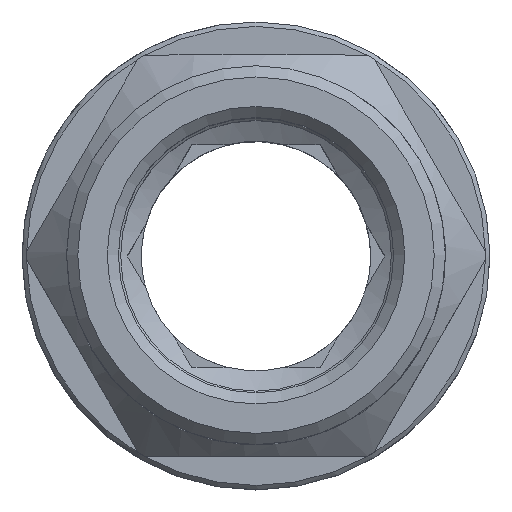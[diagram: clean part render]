
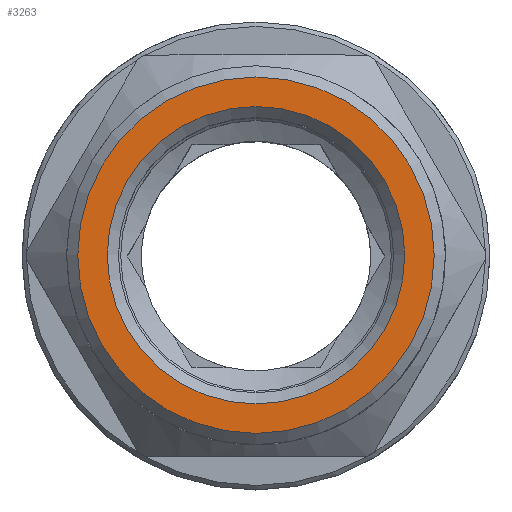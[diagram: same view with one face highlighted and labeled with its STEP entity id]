
A CAD part, top view. The second image highlights one B-rep face of the part: STEP entity #3263.
In plain terms, the highlighted face is planar.
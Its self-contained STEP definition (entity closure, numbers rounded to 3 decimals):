
#963=PLANE('',#3100);
#1016=ORIENTED_EDGE('',*,*,#1443,.F.);
#1017=ORIENTED_EDGE('',*,*,#1442,.T.);
#1276=CIRCLE('',#3099,6.675);
#1277=CIRCLE('',#3101,8.);
#1344=VERTEX_POINT('',#2792);
#1345=VERTEX_POINT('',#2795);
#1442=EDGE_CURVE('',#1344,#1344,#1276,.T.);
#1443=EDGE_CURVE('',#1345,#1345,#1277,.T.);
#1584=EDGE_LOOP('',(#1016));
#1585=EDGE_LOOP('',(#1017));
#1700=FACE_BOUND('',#1584,.T.);
#1701=FACE_BOUND('',#1585,.T.);
#2417=DIRECTION('',(0.,-1.,0.));
#2418=DIRECTION('',(6.675,0.,0.));
#2419=DIRECTION('',(0.,1.,0.));
#2420=DIRECTION('',(1.,0.,0.));
#2421=DIRECTION('',(0.,-1.,0.));
#2422=DIRECTION('',(8.,0.,0.));
#2792=CARTESIAN_POINT('',(96.461,170.122,0.));
#2793=CARTESIAN_POINT('',(89.786,170.122,0.));
#2794=CARTESIAN_POINT('',(97.786,170.122,0.));
#2795=CARTESIAN_POINT('',(97.786,170.122,0.));
#2796=CARTESIAN_POINT('',(89.786,170.122,0.));
#3099=AXIS2_PLACEMENT_3D('',#2793,#2417,#2418);
#3100=AXIS2_PLACEMENT_3D('',#2794,#2419,#2420);
#3101=AXIS2_PLACEMENT_3D('',#2796,#2421,#2422);
#3263=ADVANCED_FACE('',(#1700,#1701),#963,.T.);
